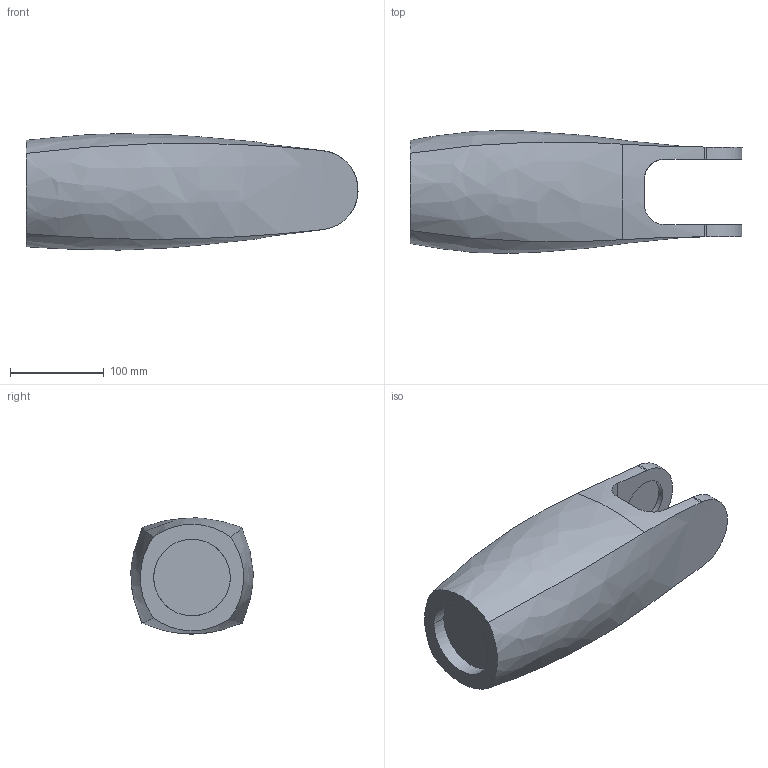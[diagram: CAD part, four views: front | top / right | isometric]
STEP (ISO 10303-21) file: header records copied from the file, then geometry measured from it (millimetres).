
FILE_DESCRIPTION (( 'STEP AP203' ), '1' );
FILE_NAME ('Pieza5_Predeterminado_sldprt.STEP', '2025-07-13T03:09:04', ( '' ), ( '' ), 'SwSTEP 2.0', 'SolidWorks 2024', '' );
FILE_SCHEMA (( 'CONFIG_CONTROL_DESIGN' ));
Length unit declared in the file: millimetre
Products named in the file (1): Pieza5_Predeterminado_sldprt
Bounding box: 355.08 x 130.87 x 124.26 mm (x, y, z)
Volume: 3337652 mm3; surface area: 166542.2 mm2
Topology: 1 solids, 1 shells, 27 faces, 66 edges, 44 vertices
Faces by surface type: cylinder 11, bspline 10, plane 6
Entity records: 4946 total; most frequent: CARTESIAN_POINT 4329, ORIENTED_EDGE 132, DIRECTION 72, EDGE_CURVE 66, VERTEX_POINT 44, B_SPLINE_CURVE_WITH_KNOTS 42, AXIS2_PLACEMENT_3D 30, EDGE_LOOP 30
